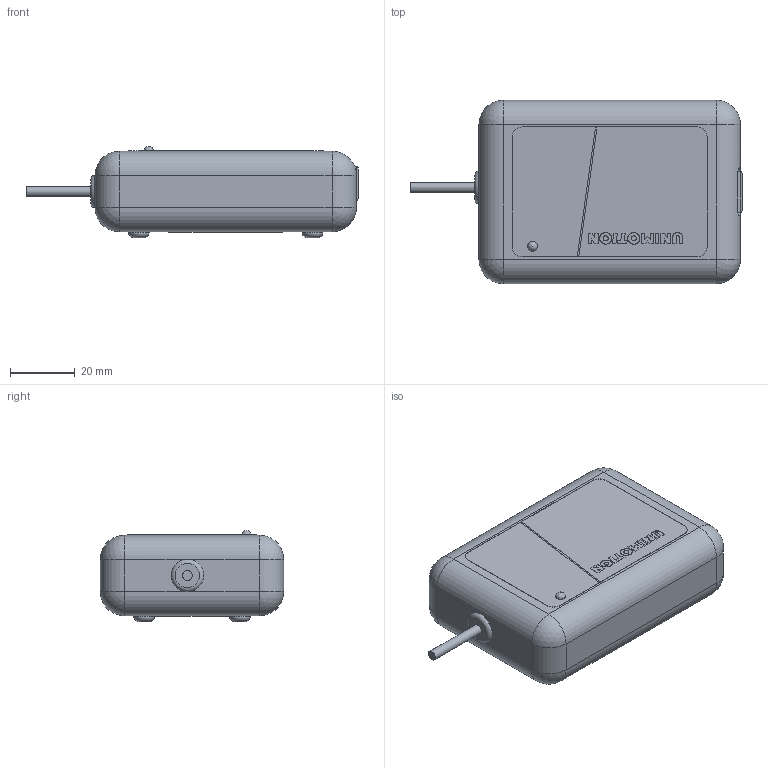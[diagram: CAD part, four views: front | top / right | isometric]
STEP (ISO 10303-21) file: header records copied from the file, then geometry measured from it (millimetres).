
FILE_DESCRIPTION(/* description */ (''),/* implementation_level */ '2;1');
FILE_NAME(/* name */ 'STIL.stp',/* time_stamp */ '2022-10-28T10:58:16+02:00',/* author */ ('Hypex'),/* organization */ ('Hypex'),/* preprocessor_version */ 'ST-DEVELOPER v18',/* originating_system */ 'Autodesk Inventor 2020',/* authorisation */ '');
FILE_SCHEMA (('AUTOMOTIVE_DESIGN { 1 0 10303 214 3 1 1 }'));
Length unit declared in the file: millimetre
Products named in the file (1): STIL
Bounding box: 102.25 x 56.5 x 28.1 mm (x, y, z)
Volume: 105441.3 mm3; surface area: 15600.9 mm2
Topology: 1 solids, 1 shells, 651 faces, 1856 edges, 1229 vertices
Faces by surface type: plane 605, cylinder 32, sphere 8, torus 5, bspline 1
Full cylindrical faces by diameter (mm): 3 x2, 6.3 x4
Entity records: 21562 total; most frequent: CARTESIAN_POINT 3791, ORIENTED_EDGE 3712, DIRECTION 3243, EDGE_CURVE 1856, LINE 1763, VECTOR 1763, VERTEX_POINT 1229, AXIS2_PLACEMENT_3D 740
